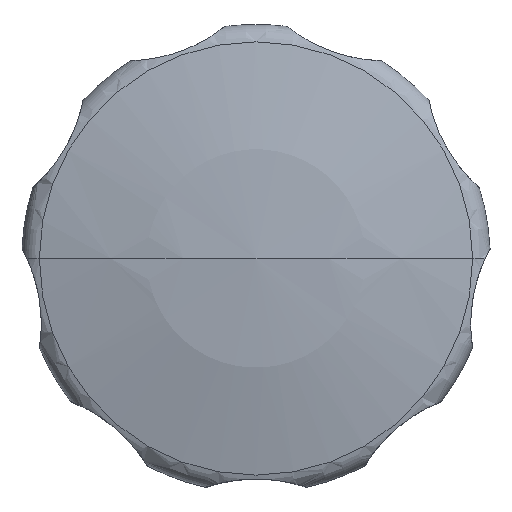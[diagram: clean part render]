
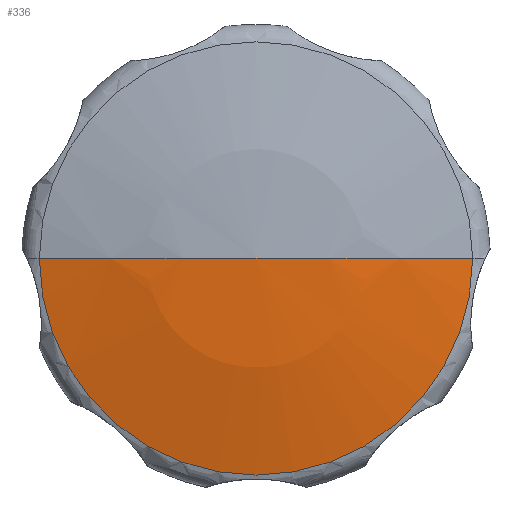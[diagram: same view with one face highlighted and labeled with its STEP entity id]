
A CAD part, top view. The second image highlights one B-rep face of the part: STEP entity #336.
In plain terms, the highlighted spherical face has radius 55.383 mm.
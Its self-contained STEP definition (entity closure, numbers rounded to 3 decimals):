
#336=ADVANCED_FACE('',(#747),#748,.T.);
#496=EDGE_CURVE('',#566,#580,#923,.T.);
#548=VERTEX_POINT('',#983);
#566=VERTEX_POINT('',#1002);
#572=EDGE_CURVE('',#566,#548,#1010,.T.);
#580=VERTEX_POINT('',#1018);
#588=EDGE_CURVE('',#548,#580,#1026,.T.);
#747=FACE_OUTER_BOUND('',#1432,.T.);
#748=SPHERICAL_SURFACE('',#1433,55.383);
#923=CIRCLE('',#1850,13.876);
#983=CARTESIAN_POINT('',(0.,0.,42.0));
#1002=CARTESIAN_POINT('',(-13.876,0.,40.234));
#1010=CIRCLE('',#2091,55.383);
#1018=CARTESIAN_POINT('',(13.876,0.,40.234));
#1026=CIRCLE('',#2137,55.383);
#1432=EDGE_LOOP('',(#2340,#2341,#2342));
#1433=AXIS2_PLACEMENT_3D('',#2343,#2344,#2345);
#1850=AXIS2_PLACEMENT_3D('',#2520,#2521,#2522);
#2091=AXIS2_PLACEMENT_3D('',#2653,#2654,#2655);
#2137=AXIS2_PLACEMENT_3D('',#2665,#2666,#2667);
#2340=ORIENTED_EDGE('',*,*,#572,.F.);
#2341=ORIENTED_EDGE('',*,*,#496,.T.);
#2342=ORIENTED_EDGE('',*,*,#588,.F.);
#2343=CARTESIAN_POINT('',(0.,0.,-13.383));
#2344=DIRECTION('',(0.,0.,1.0));
#2345=DIRECTION('',(-1.0,0.,0.0));
#2520=CARTESIAN_POINT('',(0.,0.,40.234));
#2521=DIRECTION('',(0.,0.,1.0));
#2522=DIRECTION('',(-1.0,0.,0.));
#2653=CARTESIAN_POINT('',(0.,0.,-13.383));
#2654=DIRECTION('',(0.,1.0,0.));
#2655=DIRECTION('',(0.0,0.,-1.0));
#2665=CARTESIAN_POINT('',(0.,0.,-13.383));
#2666=DIRECTION('',(0.,1.0,0.));
#2667=DIRECTION('',(0.0,0.,-1.0));
